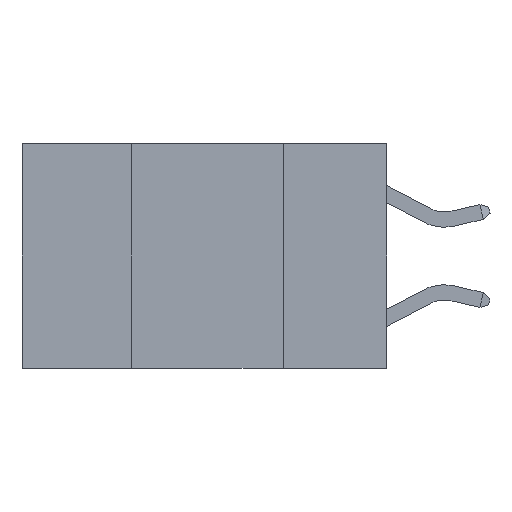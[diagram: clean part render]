
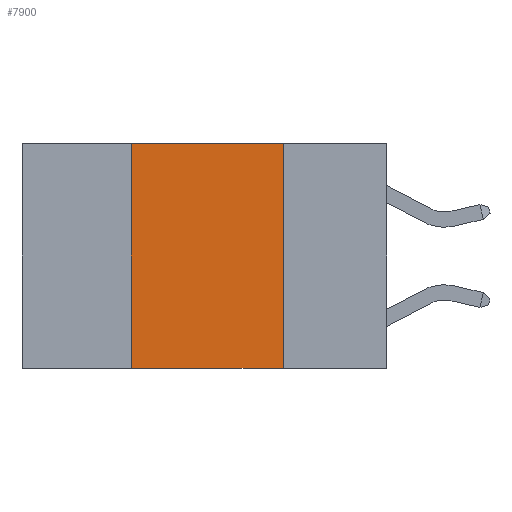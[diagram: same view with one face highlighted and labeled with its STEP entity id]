
A CAD part, left-side view. The second image highlights one B-rep face of the part: STEP entity #7900.
In plain terms, the highlighted planar face has unit normal (-1, 0, 0).
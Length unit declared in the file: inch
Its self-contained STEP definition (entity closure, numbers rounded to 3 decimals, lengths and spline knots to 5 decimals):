
#137 = VECTOR ( 'NONE', #5113, 39.37008 ) ;
#173 = VERTEX_POINT ( 'NONE', #10207 ) ;
#1148 = VERTEX_POINT ( 'NONE', #3130 ) ;
#2168 = DIRECTION ( 'NONE',  ( 0., 0., -1. ) ) ;
#2448 = LINE ( 'NONE', #7247, #9379 ) ;
#3130 = CARTESIAN_POINT ( 'NONE',  ( 0., 0.17, -0.37 ) ) ;
#3250 = CARTESIAN_POINT ( 'NONE',  ( 0., 0.42, -0.37 ) ) ;
#3908 = VECTOR ( 'NONE', #5385, 39.37008 ) ;
#4274 = CARTESIAN_POINT ( 'NONE',  ( 0., 0.17, 0. ) ) ;
#4558 = DIRECTION ( 'NONE',  ( 0., 0., -1. ) ) ;
#4904 = LINE ( 'NONE', #9950, #9390 ) ;
#4924 = PLANE ( 'NONE',  #8009 ) ;
#5075 = LINE ( 'NONE', #11327, #137 ) ;
#5113 = DIRECTION ( 'NONE',  ( 0., -1., 0. ) ) ;
#5385 = DIRECTION ( 'NONE',  ( 0., 0., 1. ) ) ;
#5475 = EDGE_CURVE ( 'NONE', #173, #8097, #5075, .T. ) ;
#5516 = DIRECTION ( 'NONE',  ( 0., -1., 0. ) ) ;
#5984 = EDGE_LOOP ( 'NONE', ( #8540, #6660, #10296, #7926 ) ) ;
#6343 = CARTESIAN_POINT ( 'NONE',  ( 0., 0.42, 0. ) ) ;
#6660 = ORIENTED_EDGE ( 'NONE', *, *, #5475, .F. ) ;
#7118 = EDGE_CURVE ( 'NONE', #9979, #1148, #4904, .T. ) ;
#7247 = CARTESIAN_POINT ( 'NONE',  ( 0., 0.17, 0. ) ) ;
#7612 = DIRECTION ( 'NONE',  ( 1., 0., 0. ) ) ;
#7714 = EDGE_CURVE ( 'NONE', #9979, #173, #11301, .T. ) ;
#7900 = ADVANCED_FACE ( 'NONE', ( #11155 ), #4924, .F. ) ;
#7926 = ORIENTED_EDGE ( 'NONE', *, *, #7118, .T. ) ;
#8009 = AXIS2_PLACEMENT_3D ( 'NONE', #11080, #7612, #2168 ) ;
#8097 = VERTEX_POINT ( 'NONE', #4274 ) ;
#8317 = EDGE_CURVE ( 'NONE', #8097, #1148, #2448, .T. ) ;
#8540 = ORIENTED_EDGE ( 'NONE', *, *, #8317, .F. ) ;
#9379 = VECTOR ( 'NONE', #4558, 39.37008 ) ;
#9390 = VECTOR ( 'NONE', #5516, 39.37008 ) ;
#9950 = CARTESIAN_POINT ( 'NONE',  ( 0., 0.6, -0.37 ) ) ;
#9979 = VERTEX_POINT ( 'NONE', #3250 ) ;
#10207 = CARTESIAN_POINT ( 'NONE',  ( 0., 0.42, 0. ) ) ;
#10296 = ORIENTED_EDGE ( 'NONE', *, *, #7714, .F. ) ;
#11080 = CARTESIAN_POINT ( 'NONE',  ( 0., 0.6, 0. ) ) ;
#11155 = FACE_OUTER_BOUND ( 'NONE', #5984, .T. ) ;
#11301 = LINE ( 'NONE', #6343, #3908 ) ;
#11327 = CARTESIAN_POINT ( 'NONE',  ( 0., 0.6, 0. ) ) ;
